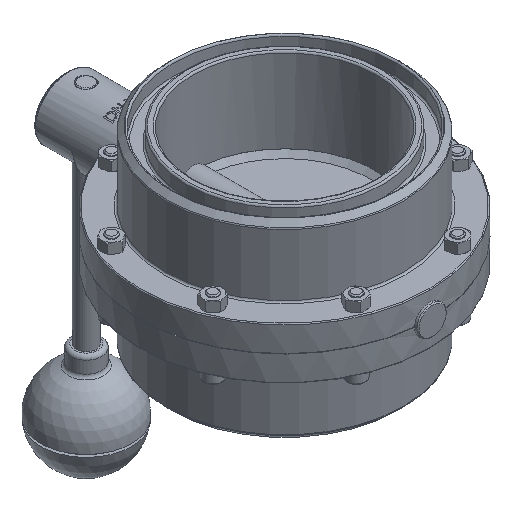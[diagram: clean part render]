
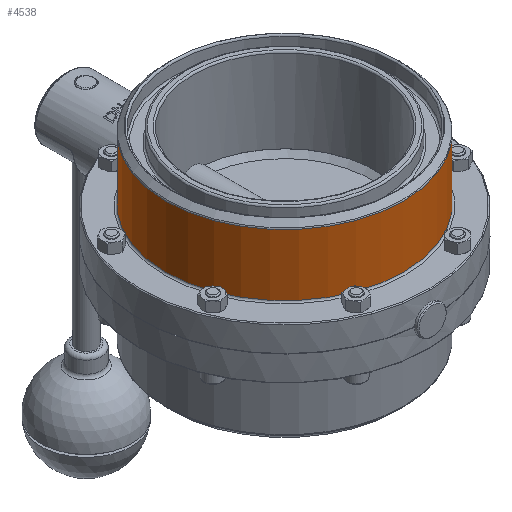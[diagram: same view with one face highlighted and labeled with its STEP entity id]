
A CAD part, isometric view. The second image highlights one B-rep face of the part: STEP entity #4538.
In plain terms, the highlighted cylindrical face has radius 65 mm (diameter 130 mm), a full revolution.
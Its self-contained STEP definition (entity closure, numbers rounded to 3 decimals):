
#431=LINE('',#9017,#654);
#654=VECTOR('',#6144,65.);
#846=CYLINDRICAL_SURFACE('',#5091,65.);
#1044=FACE_OUTER_BOUND('',#1348,.T.);
#1348=EDGE_LOOP('',(#3796,#3797,#3798,#3799,#3800));
#1618=CIRCLE('',#5088,65.);
#1619=CIRCLE('',#5089,65.);
#1621=CIRCLE('',#5092,65.);
#2127=VERTEX_POINT('',#9009);
#2128=VERTEX_POINT('',#9010);
#2129=VERTEX_POINT('',#9015);
#2699=EDGE_CURVE('',#2127,#2128,#1618,.T.);
#2700=EDGE_CURVE('',#2128,#2127,#1619,.T.);
#2702=EDGE_CURVE('',#2129,#2129,#1621,.T.);
#2703=EDGE_CURVE('',#2129,#2128,#431,.T.);
#3796=ORIENTED_EDGE('',*,*,#2702,.F.);
#3797=ORIENTED_EDGE('',*,*,#2703,.T.);
#3798=ORIENTED_EDGE('',*,*,#2699,.F.);
#3799=ORIENTED_EDGE('',*,*,#2700,.F.);
#3800=ORIENTED_EDGE('',*,*,#2703,.F.);
#4538=ADVANCED_FACE('',(#1044),#846,.T.);
#5088=AXIS2_PLACEMENT_3D('',#9011,#6134,#6135);
#5089=AXIS2_PLACEMENT_3D('',#9012,#6136,#6137);
#5091=AXIS2_PLACEMENT_3D('',#9014,#6140,#6141);
#5092=AXIS2_PLACEMENT_3D('',#9016,#6142,#6143);
#6134=DIRECTION('center_axis',(0.,0.,-1.));
#6135=DIRECTION('ref_axis',(-1.,0.,0.));
#6136=DIRECTION('center_axis',(0.,0.,-1.));
#6137=DIRECTION('ref_axis',(-1.,0.,0.));
#6140=DIRECTION('center_axis',(0.,0.,1.));
#6141=DIRECTION('ref_axis',(1.,0.,0.));
#6142=DIRECTION('center_axis',(0.,0.,1.));
#6143=DIRECTION('ref_axis',(-1.,0.,0.));
#6144=DIRECTION('',(0.,0.,-1.));
#9009=CARTESIAN_POINT('',(65.,0.,15.));
#9010=CARTESIAN_POINT('',(-65.,0.,15.));
#9011=CARTESIAN_POINT('Origin',(0.,0.,15.));
#9012=CARTESIAN_POINT('Origin',(0.,0.,15.));
#9014=CARTESIAN_POINT('Origin',(0.,0.,14.1));
#9015=CARTESIAN_POINT('',(-65.,0.,48.627));
#9016=CARTESIAN_POINT('Origin',(0.,0.,48.627));
#9017=CARTESIAN_POINT('',(-65.,0.,14.1));
